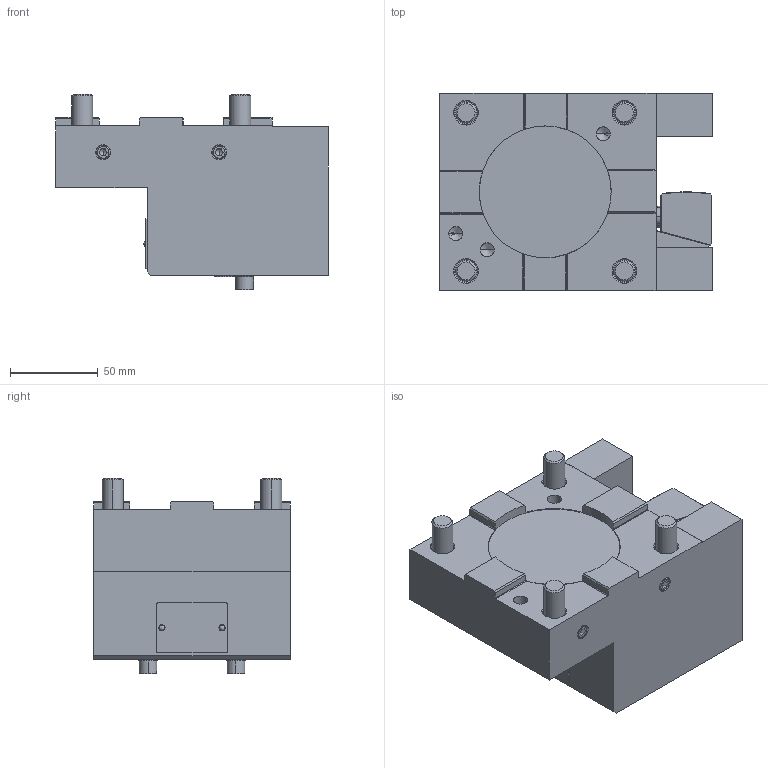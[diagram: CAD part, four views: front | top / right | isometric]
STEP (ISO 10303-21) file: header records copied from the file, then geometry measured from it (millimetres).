
FILE_DESCRIPTION (( 'STEP AP203' ), '1' );
FILE_NAME ('04-1151.STEP', '2023-11-20T22:10:11', ( '' ), ( '' ), 'SwSTEP 2.0', 'SolidWorks 2022', '' );
FILE_SCHEMA (( 'CONFIG_CONTROL_DESIGN' ));
Length unit declared in the file: inch
Products named in the file (1): 04-1151
Bounding box: 155 x 112 x 111.11 mm (x, y, z)
Surface area: 141702.2 mm2 (no closed solid volume)
Topology: 0 solids, 29 shells, 597 faces, 1464 edges, 871 vertices
Faces by surface type: plane 292, cylinder 148, cone 135, bspline 22
Entity records: 19152 total; most frequent: CARTESIAN_POINT 5415, DIRECTION 2897, ORIENTED_EDGE 2720, EDGE_CURVE 1408, AXIS2_PLACEMENT_3D 1037, VERTEX_POINT 871, VECTOR 823, LINE 823
